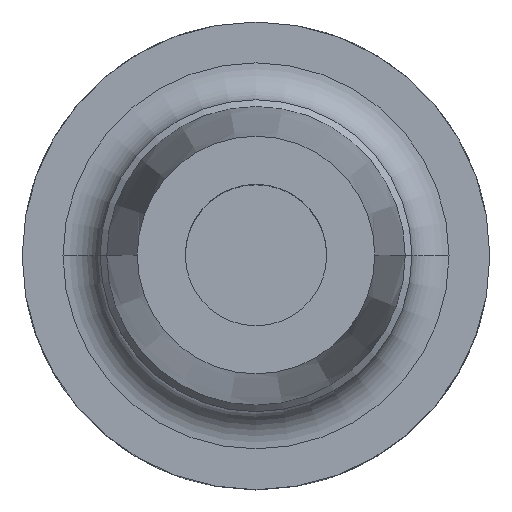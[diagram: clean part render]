
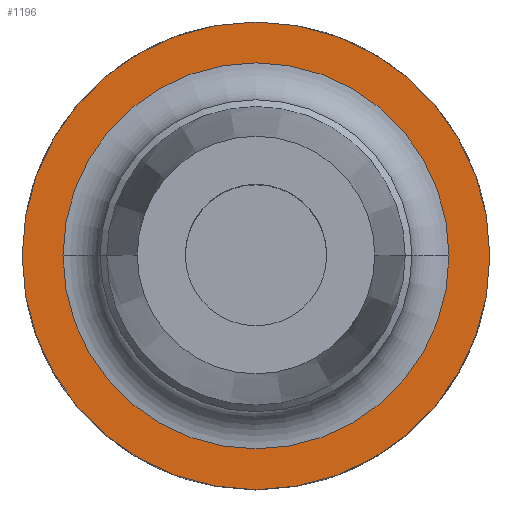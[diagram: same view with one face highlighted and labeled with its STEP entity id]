
A CAD part, top view. The second image highlights one B-rep face of the part: STEP entity #1196.
In plain terms, the highlighted planar face has unit normal (0, 0, 1).
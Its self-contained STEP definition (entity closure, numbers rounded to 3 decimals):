
#98 = ORIENTED_EDGE ( 'NONE', *, *, #1381, .T. ) ;
#106 = ORIENTED_EDGE ( 'NONE', *, *, #3413, .T. ) ;
#159 = ORIENTED_EDGE ( 'NONE', *, *, #600, .T. ) ;
#185 = DIRECTION ( 'NONE',  ( 0., 0., -1. ) ) ;
#215 = VERTEX_POINT ( 'NONE', #4650 ) ;
#231 = ORIENTED_EDGE ( 'NONE', *, *, #4712, .T. ) ;
#433 = CARTESIAN_POINT ( 'NONE',  ( 31.5, 0., 22. ) ) ;
#572 = CIRCLE ( 'NONE', #2262, 31.5 ) ;
#600 = EDGE_CURVE ( 'NONE', #215, #4581, #2133, .T. ) ;
#715 = AXIS2_PLACEMENT_3D ( 'NONE', #4192, #2292, #4978 ) ;
#828 = CARTESIAN_POINT ( 'NONE',  ( 0., 0., 22. ) ) ;
#865 = DIRECTION ( 'NONE',  ( 0., 0., -1. ) ) ;
#934 = FACE_BOUND ( 'NONE', #4834, .T. ) ;
#1196 = ADVANCED_FACE ( 'NONE', ( #934, #1821 ), #3805, .F. ) ;
#1240 = DIRECTION ( 'NONE',  ( -1., 0., 0. ) ) ;
#1381 = EDGE_CURVE ( 'NONE', #4672, #1711, #572, .T. ) ;
#1531 = DIRECTION ( 'NONE',  ( 0., 0., 1. ) ) ;
#1689 = AXIS2_PLACEMENT_3D ( 'NONE', #828, #865, #1240 ) ;
#1711 = VERTEX_POINT ( 'NONE', #433 ) ;
#1821 = FACE_OUTER_BOUND ( 'NONE', #4885, .T. ) ;
#2086 = DIRECTION ( 'NONE',  ( 0., 0., 1. ) ) ;
#2133 = CIRCLE ( 'NONE', #1689, 26. ) ;
#2262 = AXIS2_PLACEMENT_3D ( 'NONE', #4377, #2086, #4763 ) ;
#2292 = DIRECTION ( 'NONE',  ( 0., 0., -1. ) ) ;
#2478 = CARTESIAN_POINT ( 'NONE',  ( 0., 0., 22. ) ) ;
#2758 = CARTESIAN_POINT ( 'NONE',  ( -26., 0., 22. ) ) ;
#2865 = DIRECTION ( 'NONE',  ( -1., 0., 0. ) ) ;
#3259 = CIRCLE ( 'NONE', #3980, 26. ) ;
#3413 = EDGE_CURVE ( 'NONE', #1711, #4672, #4276, .T. ) ;
#3801 = CARTESIAN_POINT ( 'NONE',  ( 0., 0., 22. ) ) ;
#3805 = PLANE ( 'NONE',  #715 ) ;
#3966 = CARTESIAN_POINT ( 'NONE',  ( -31.5, 0., 22. ) ) ;
#3980 = AXIS2_PLACEMENT_3D ( 'NONE', #2478, #185, #2865 ) ;
#4187 = DIRECTION ( 'NONE',  ( 1., 0., 0. ) ) ;
#4192 = CARTESIAN_POINT ( 'NONE',  ( 0., 0., 22. ) ) ;
#4276 = CIRCLE ( 'NONE', #4705, 31.5 ) ;
#4377 = CARTESIAN_POINT ( 'NONE',  ( 0., 0., 22. ) ) ;
#4581 = VERTEX_POINT ( 'NONE', #2758 ) ;
#4650 = CARTESIAN_POINT ( 'NONE',  ( 26., 0., 22. ) ) ;
#4672 = VERTEX_POINT ( 'NONE', #3966 ) ;
#4705 = AXIS2_PLACEMENT_3D ( 'NONE', #3801, #1531, #4187 ) ;
#4712 = EDGE_CURVE ( 'NONE', #4581, #215, #3259, .T. ) ;
#4763 = DIRECTION ( 'NONE',  ( 1., 0., 0. ) ) ;
#4834 = EDGE_LOOP ( 'NONE', ( #231, #159 ) ) ;
#4885 = EDGE_LOOP ( 'NONE', ( #106, #98 ) ) ;
#4978 = DIRECTION ( 'NONE',  ( -1., 0., 0. ) ) ;
